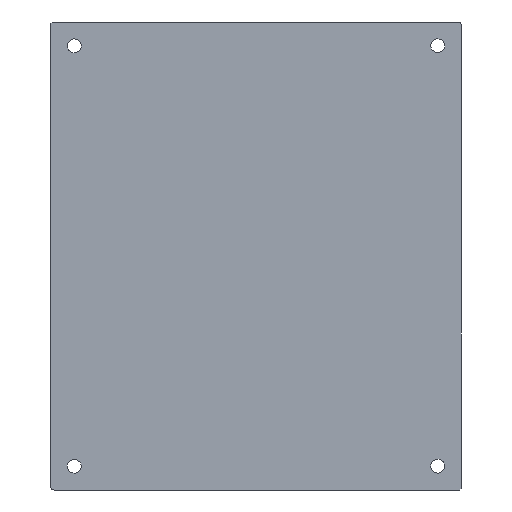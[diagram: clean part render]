
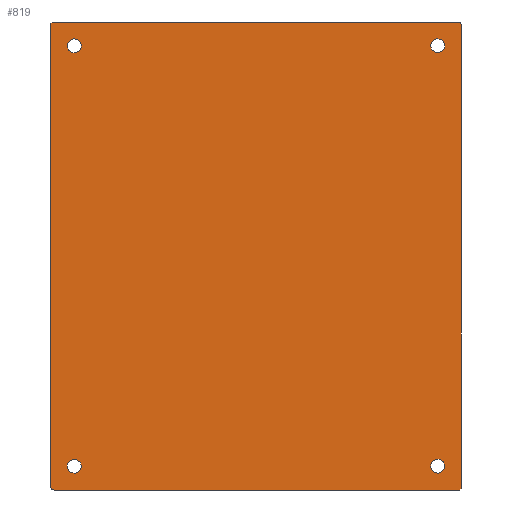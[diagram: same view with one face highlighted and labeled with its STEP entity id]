
A CAD part, left-side view. The second image highlights one B-rep face of the part: STEP entity #819.
In plain terms, the highlighted planar face has unit normal (-1, 0, 0).
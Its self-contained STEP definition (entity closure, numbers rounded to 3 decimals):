
#80=CARTESIAN_POINT('Axis2P3D Location',(-40.,-191.,221.)) ;
#84=CARTESIAN_POINT('Vertex',(-40.,-197.362,224.476)) ;
#86=CARTESIAN_POINT('Vertex',(-40.,-184.638,217.524)) ;
#115=CARTESIAN_POINT('Axis2P3D Location',(-40.,-191.,221.)) ;
#375=CARTESIAN_POINT('Line Origine',(-40.,215.,245.)) ;
#379=CARTESIAN_POINT('Vertex',(-40.,216.,244.)) ;
#381=CARTESIAN_POINT('Vertex',(-40.,214.,246.)) ;
#415=CARTESIAN_POINT('Line Origine',(-40.,-215.,-245.)) ;
#419=CARTESIAN_POINT('Vertex',(-40.,-216.,-244.)) ;
#421=CARTESIAN_POINT('Vertex',(-40.,-214.,-246.)) ;
#461=CARTESIAN_POINT('Vertex',(-40.,216.,-242.)) ;
#464=CARTESIAN_POINT('Line Origine',(-40.,216.,1.)) ;
#493=CARTESIAN_POINT('Line Origine',(-40.,-1.,-246.)) ;
#497=CARTESIAN_POINT('Vertex',(-40.,212.,-246.)) ;
#517=CARTESIAN_POINT('Axis2P3D Location',(-40.,212.,-242.)) ;
#546=CARTESIAN_POINT('Line Origine',(-40.,1.,246.)) ;
#550=CARTESIAN_POINT('Vertex',(-40.,-212.,246.)) ;
#576=CARTESIAN_POINT('Vertex',(-40.,-216.,242.)) ;
#579=CARTESIAN_POINT('Line Origine',(-40.,-216.,-1.)) ;
#741=CARTESIAN_POINT('Axis2P3D Location',(-40.,0.,0.)) ;
#746=CARTESIAN_POINT('Axis2P3D Location',(-40.,-212.,242.)) ;
#765=CARTESIAN_POINT('Axis2P3D Location',(-40.,191.,221.)) ;
#769=CARTESIAN_POINT('Vertex',(-40.,184.638,224.476)) ;
#771=CARTESIAN_POINT('Vertex',(-40.,197.362,217.524)) ;
#774=CARTESIAN_POINT('Axis2P3D Location',(-40.,191.,221.)) ;
#783=CARTESIAN_POINT('Axis2P3D Location',(-40.,-191.,-221.)) ;
#787=CARTESIAN_POINT('Vertex',(-40.,-197.362,-217.524)) ;
#789=CARTESIAN_POINT('Vertex',(-40.,-184.638,-224.476)) ;
#792=CARTESIAN_POINT('Axis2P3D Location',(-40.,-191.,-221.)) ;
#801=CARTESIAN_POINT('Axis2P3D Location',(-40.,191.,-221.)) ;
#805=CARTESIAN_POINT('Vertex',(-40.,184.638,-217.524)) ;
#807=CARTESIAN_POINT('Vertex',(-40.,197.362,-224.476)) ;
#810=CARTESIAN_POINT('Axis2P3D Location',(-40.,191.,-221.)) ;
#81=DIRECTION('Axis2P3D Direction',(-1.,0.,-0.)) ;
#116=DIRECTION('Axis2P3D Direction',(-1.,0.,-0.)) ;
#376=DIRECTION('Vector Direction',(0.,-0.707,0.707)) ;
#416=DIRECTION('Vector Direction',(0.,0.707,-0.707)) ;
#465=DIRECTION('Vector Direction',(0.,0.,1.)) ;
#494=DIRECTION('Vector Direction',(0.,-1.,0.)) ;
#518=DIRECTION('Axis2P3D Direction',(-1.,0.,0.)) ;
#547=DIRECTION('Vector Direction',(0.,1.,0.)) ;
#580=DIRECTION('Vector Direction',(0.,0.,-1.)) ;
#742=DIRECTION('Axis2P3D Direction',(1.,0.,0.)) ;
#743=DIRECTION('Axis2P3D XDirection',(0.,1.,0.)) ;
#747=DIRECTION('Axis2P3D Direction',(1.,0.,0.)) ;
#766=DIRECTION('Axis2P3D Direction',(1.,0.,0.)) ;
#775=DIRECTION('Axis2P3D Direction',(1.,0.,0.)) ;
#784=DIRECTION('Axis2P3D Direction',(1.,0.,0.)) ;
#793=DIRECTION('Axis2P3D Direction',(1.,0.,0.)) ;
#802=DIRECTION('Axis2P3D Direction',(1.,0.,0.)) ;
#811=DIRECTION('Axis2P3D Direction',(1.,0.,0.)) ;
#82=AXIS2_PLACEMENT_3D('Circle Axis2P3D',#80,#81,$) ;
#117=AXIS2_PLACEMENT_3D('Circle Axis2P3D',#115,#116,$) ;
#519=AXIS2_PLACEMENT_3D('Circle Axis2P3D',#517,#518,$) ;
#744=AXIS2_PLACEMENT_3D('Plane Axis2P3D',#741,#742,#743) ;
#748=AXIS2_PLACEMENT_3D('Circle Axis2P3D',#746,#747,$) ;
#767=AXIS2_PLACEMENT_3D('Circle Axis2P3D',#765,#766,$) ;
#776=AXIS2_PLACEMENT_3D('Circle Axis2P3D',#774,#775,$) ;
#785=AXIS2_PLACEMENT_3D('Circle Axis2P3D',#783,#784,$) ;
#794=AXIS2_PLACEMENT_3D('Circle Axis2P3D',#792,#793,$) ;
#803=AXIS2_PLACEMENT_3D('Circle Axis2P3D',#801,#802,$) ;
#812=AXIS2_PLACEMENT_3D('Circle Axis2P3D',#810,#811,$) ;
#752=ORIENTED_EDGE('',*,*,#750,.F.) ;
#753=ORIENTED_EDGE('',*,*,#552,.F.) ;
#754=ORIENTED_EDGE('',*,*,#383,.F.) ;
#755=ORIENTED_EDGE('',*,*,#468,.F.) ;
#756=ORIENTED_EDGE('',*,*,#521,.F.) ;
#757=ORIENTED_EDGE('',*,*,#499,.F.) ;
#758=ORIENTED_EDGE('',*,*,#423,.F.) ;
#759=ORIENTED_EDGE('',*,*,#583,.F.) ;
#762=ORIENTED_EDGE('',*,*,#119,.T.) ;
#763=ORIENTED_EDGE('',*,*,#88,.T.) ;
#780=ORIENTED_EDGE('',*,*,#773,.T.) ;
#781=ORIENTED_EDGE('',*,*,#778,.T.) ;
#798=ORIENTED_EDGE('',*,*,#791,.T.) ;
#799=ORIENTED_EDGE('',*,*,#796,.T.) ;
#816=ORIENTED_EDGE('',*,*,#809,.T.) ;
#817=ORIENTED_EDGE('',*,*,#814,.T.) ;
#764=FACE_BOUND('',#761,.T.) ;
#782=FACE_BOUND('',#779,.T.) ;
#800=FACE_BOUND('',#797,.T.) ;
#818=FACE_BOUND('',#815,.T.) ;
#377=VECTOR('Line Direction',#376,1.) ;
#417=VECTOR('Line Direction',#416,1.) ;
#466=VECTOR('Line Direction',#465,1.) ;
#495=VECTOR('Line Direction',#494,1.) ;
#548=VECTOR('Line Direction',#547,1.) ;
#581=VECTOR('Line Direction',#580,1.) ;
#819=ADVANCED_FACE('Corps principal',(#760,#764,#782,#800,#818),#745,.F.) ;
#83=CIRCLE('generated circle',#82,7.25) ;
#118=CIRCLE('generated circle',#117,7.25) ;
#520=CIRCLE('generated circle',#519,4.) ;
#749=CIRCLE('generated circle',#748,4.) ;
#768=CIRCLE('generated circle',#767,7.25) ;
#777=CIRCLE('generated circle',#776,7.25) ;
#786=CIRCLE('generated circle',#785,7.25) ;
#795=CIRCLE('generated circle',#794,7.25) ;
#804=CIRCLE('generated circle',#803,7.25) ;
#813=CIRCLE('generated circle',#812,7.25) ;
#88=EDGE_CURVE('',#85,#87,#83,.F.) ;
#119=EDGE_CURVE('',#87,#85,#118,.F.) ;
#383=EDGE_CURVE('',#380,#382,#378,.T.) ;
#423=EDGE_CURVE('',#420,#422,#418,.T.) ;
#468=EDGE_CURVE('',#462,#380,#467,.T.) ;
#499=EDGE_CURVE('',#422,#498,#496,.F.) ;
#521=EDGE_CURVE('',#498,#462,#520,.F.) ;
#552=EDGE_CURVE('',#382,#551,#549,.F.) ;
#583=EDGE_CURVE('',#577,#420,#582,.T.) ;
#750=EDGE_CURVE('',#551,#577,#749,.T.) ;
#773=EDGE_CURVE('',#770,#772,#768,.T.) ;
#778=EDGE_CURVE('',#772,#770,#777,.T.) ;
#791=EDGE_CURVE('',#788,#790,#786,.T.) ;
#796=EDGE_CURVE('',#790,#788,#795,.T.) ;
#809=EDGE_CURVE('',#806,#808,#804,.T.) ;
#814=EDGE_CURVE('',#808,#806,#813,.T.) ;
#751=EDGE_LOOP('',(#752,#753,#754,#755,#756,#757,#758,#759)) ;
#761=EDGE_LOOP('',(#762,#763)) ;
#779=EDGE_LOOP('',(#780,#781)) ;
#797=EDGE_LOOP('',(#798,#799)) ;
#815=EDGE_LOOP('',(#816,#817)) ;
#760=FACE_OUTER_BOUND('',#751,.T.) ;
#378=LINE('Line',#375,#377) ;
#418=LINE('Line',#415,#417) ;
#467=LINE('Line',#464,#466) ;
#496=LINE('Line',#493,#495) ;
#549=LINE('Line',#546,#548) ;
#582=LINE('Line',#579,#581) ;
#745=PLANE('',#744) ;
#85=VERTEX_POINT('',#84) ;
#87=VERTEX_POINT('',#86) ;
#380=VERTEX_POINT('',#379) ;
#382=VERTEX_POINT('',#381) ;
#420=VERTEX_POINT('',#419) ;
#422=VERTEX_POINT('',#421) ;
#462=VERTEX_POINT('',#461) ;
#498=VERTEX_POINT('',#497) ;
#551=VERTEX_POINT('',#550) ;
#577=VERTEX_POINT('',#576) ;
#770=VERTEX_POINT('',#769) ;
#772=VERTEX_POINT('',#771) ;
#788=VERTEX_POINT('',#787) ;
#790=VERTEX_POINT('',#789) ;
#806=VERTEX_POINT('',#805) ;
#808=VERTEX_POINT('',#807) ;
